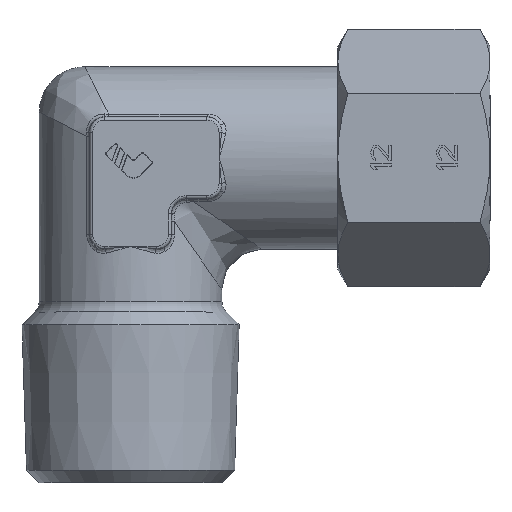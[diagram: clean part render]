
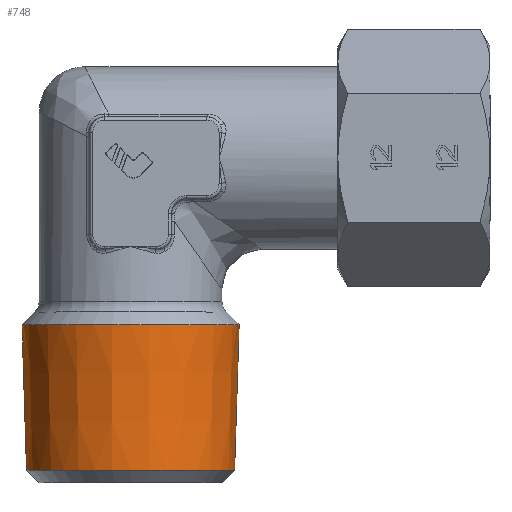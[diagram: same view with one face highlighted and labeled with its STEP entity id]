
A CAD part, top view. The second image highlights one B-rep face of the part: STEP entity #748.
In plain terms, the highlighted conical face has half-angle 1.78 degrees and reference radius 10.483 mm.
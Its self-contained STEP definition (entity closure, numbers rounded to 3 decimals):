
#748=ADVANCED_FACE('',(#1884),#1885,.T.);
#1884=FACE_OUTER_BOUND('',#3821,.T.);
#1885=CONICAL_SURFACE('',#3822,10.483,0.031);
#3821=EDGE_LOOP('',(#7384,#7385,#7386,#7387));
#3822=AXIS2_PLACEMENT_3D('',#7388,#7389,#7390);
#7384=ORIENTED_EDGE('',*,*,#11495,.T.);
#7385=ORIENTED_EDGE('',*,*,#11496,.T.);
#7386=ORIENTED_EDGE('',*,*,#11497,.T.);
#7387=ORIENTED_EDGE('',*,*,#11294,.T.);
#7388=CARTESIAN_POINT('',(0.0,-23.628,0.0));
#7389=DIRECTION('',(-0.0,1.0,-0.0));
#7390=DIRECTION('',(1.0,0.0,0.0));
#11294=EDGE_CURVE('',#13451,#13449,#13452,.T.);
#11495=EDGE_CURVE('',#13449,#13769,#13770,.T.);
#11496=EDGE_CURVE('',#13769,#13771,#13772,.T.);
#11497=EDGE_CURVE('',#13771,#13451,#13773,.T.);
#13449=VERTEX_POINT('',#16710);
#13451=VERTEX_POINT('',#16713);
#13452=CIRCLE('',#16714,10.26);
#13769=VERTEX_POINT('',#17355);
#13770=LINE('',#17356,#17357);
#13771=VERTEX_POINT('',#17358);
#13772=CIRCLE('',#17359,10.706);
#13773=LINE('',#17360,#17361);
#16710=CARTESIAN_POINT('',(10.26,-30.801,0.));
#16713=CARTESIAN_POINT('',(-10.26,-30.801,0.0));
#16714=AXIS2_PLACEMENT_3D('',#21305,#21306,#21307);
#17355=CARTESIAN_POINT('',(10.706,-16.456,0.0));
#17356=CARTESIAN_POINT('',(10.483,-23.628,0.));
#17357=VECTOR('',#21548,1.0);
#17358=CARTESIAN_POINT('',(-10.706,-16.456,0.));
#17359=AXIS2_PLACEMENT_3D('',#21549,#21550,#21551);
#17360=CARTESIAN_POINT('',(-10.483,-23.628,0.));
#17361=VECTOR('',#21552,1.0);
#21305=CARTESIAN_POINT('',(0.,-30.801,0.0));
#21306=DIRECTION('',(-0.0,1.0,0.0));
#21307=DIRECTION('',(1.0,0.0,0.0));
#21548=DIRECTION('',(0.031,1.,0.));
#21549=CARTESIAN_POINT('',(0.0,-16.456,0.0));
#21550=DIRECTION('',(0.0,-1.0,0.0));
#21551=DIRECTION('',(-1.0,0.0,0.0));
#21552=DIRECTION('',(0.031,-1.,0.));
